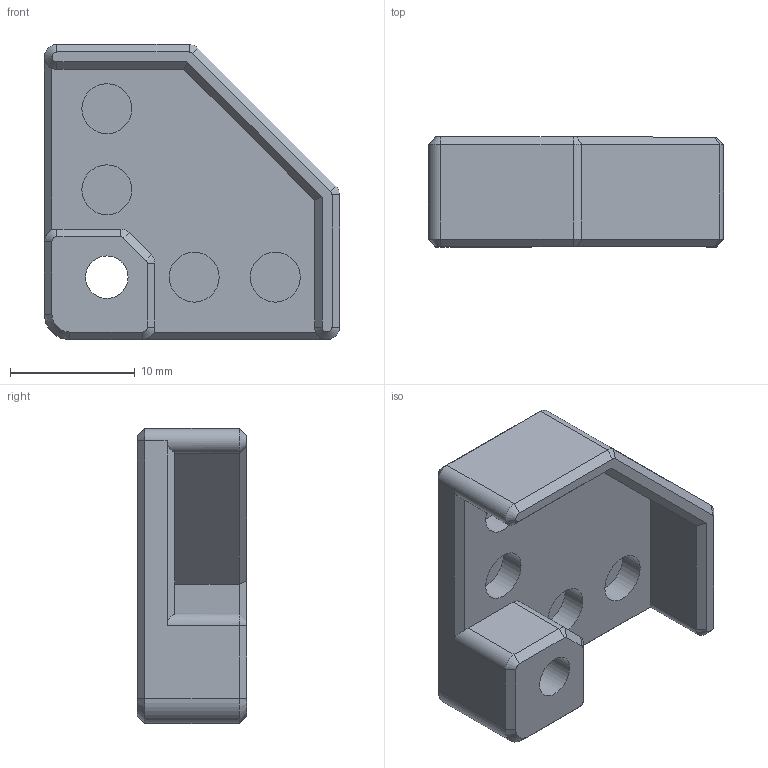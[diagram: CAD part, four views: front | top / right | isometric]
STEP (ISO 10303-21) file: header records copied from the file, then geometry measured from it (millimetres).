
FILE_DESCRIPTION(/* description */ (''),/* implementation_level */ '2;1');
FILE_NAME(/* name */ 'B-Endstop_Switch_Cover-B.stp',/* time_stamp */ '2020-09-12T12:07:54-07:00',/* author */ (''),/* organization */ (''),/* preprocessor_version */ 'ST-DEVELOPER v18.1',/* originating_system */ 'Autodesk Translation Framework v9.3.0.1241',/* authorisation */ '');
FILE_SCHEMA (('AUTOMOTIVE_DESIGN { 1 0 10303 214 3 1 1 }'));
Length unit declared in the file: millimetre
Products named in the file (2): Endstop Switches Cover; Switch Cover
Assembly tree (1 placements, depth 2):
  Endstop Switches Cover
    Switch Cover
Bounding box: 23.65 x 8.8 x 23.65 mm (x, y, z)
Volume: 2036.1 mm3; surface area: 2000.5 mm2
Topology: 1 solids, 1 shells, 69 faces, 155 edges, 93 vertices
Faces by surface type: plane 38, cone 16, cylinder 15
Full cylindrical faces by diameter (mm): 3.4 x1, 4 x4, 6.5 x1
Entity records: 1986 total; most frequent: DIRECTION 352, CARTESIAN_POINT 320, ORIENTED_EDGE 310, EDGE_CURVE 155, AXIS2_PLACEMENT_3D 125, LINE 102, VECTOR 102, VERTEX_POINT 93
